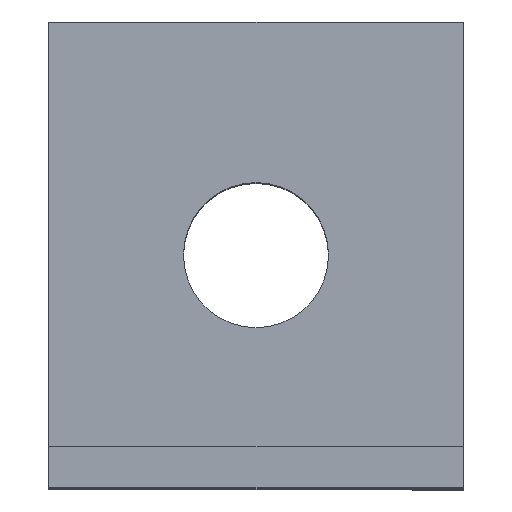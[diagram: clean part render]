
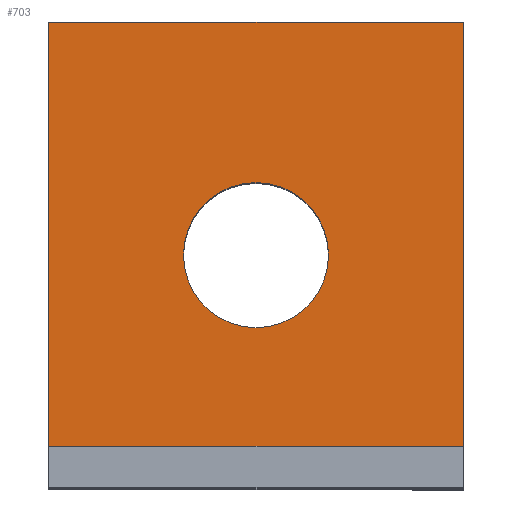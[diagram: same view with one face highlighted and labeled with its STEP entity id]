
A CAD part, top view. The second image highlights one B-rep face of the part: STEP entity #703.
In plain terms, the highlighted planar face has unit normal (0, 0, 1).
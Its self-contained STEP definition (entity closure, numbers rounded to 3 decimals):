
#28=FACE_BOUND('',#96,.T.);
#38=CIRCLE('',#770,7.);
#52=FACE_OUTER_BOUND('',#95,.T.);
#95=EDGE_LOOP('',(#551,#552,#553,#554,#555,#556,#557,#558));
#96=EDGE_LOOP('',(#559));
#171=LINE('',#1093,#260);
#177=LINE('',#1107,#266);
#180=LINE('',#1115,#269);
#184=LINE('',#1122,#273);
#185=LINE('',#1124,#274);
#186=LINE('',#1125,#275);
#187=LINE('',#1127,#276);
#188=LINE('',#1128,#277);
#260=VECTOR('',#879,10.);
#266=VECTOR('',#889,10.);
#269=VECTOR('',#896,10.);
#273=VECTOR('',#902,10.);
#274=VECTOR('',#903,5.76);
#275=VECTOR('',#904,10.);
#276=VECTOR('',#905,10.);
#277=VECTOR('',#906,5.76);
#346=VERTEX_POINT('',#1090);
#347=VERTEX_POINT('',#1092);
#352=VERTEX_POINT('',#1104);
#353=VERTEX_POINT('',#1106);
#356=VERTEX_POINT('',#1114);
#358=VERTEX_POINT('',#1121);
#359=VERTEX_POINT('',#1123);
#360=VERTEX_POINT('',#1126);
#361=VERTEX_POINT('',#1129);
#421=EDGE_CURVE('',#346,#347,#171,.T.);
#428=EDGE_CURVE('',#352,#353,#177,.T.);
#432=EDGE_CURVE('',#356,#353,#180,.T.);
#436=EDGE_CURVE('',#352,#358,#184,.T.);
#437=EDGE_CURVE('',#359,#358,#185,.T.);
#438=EDGE_CURVE('',#359,#347,#186,.T.);
#439=EDGE_CURVE('',#360,#346,#187,.T.);
#440=EDGE_CURVE('',#360,#356,#188,.T.);
#441=EDGE_CURVE('',#361,#361,#38,.T.);
#551=ORIENTED_EDGE('',*,*,#436,.T.);
#552=ORIENTED_EDGE('',*,*,#437,.F.);
#553=ORIENTED_EDGE('',*,*,#438,.T.);
#554=ORIENTED_EDGE('',*,*,#421,.F.);
#555=ORIENTED_EDGE('',*,*,#439,.F.);
#556=ORIENTED_EDGE('',*,*,#440,.T.);
#557=ORIENTED_EDGE('',*,*,#432,.T.);
#558=ORIENTED_EDGE('',*,*,#428,.F.);
#559=ORIENTED_EDGE('',*,*,#441,.T.);
#673=PLANE('',#769);
#703=ADVANCED_FACE('',(#52,#28),#673,.T.);
#769=AXIS2_PLACEMENT_3D('',#1120,#900,#901);
#770=AXIS2_PLACEMENT_3D('',#1130,#907,#908);
#879=DIRECTION('',(1.,0.,0.));
#889=DIRECTION('',(-1.,0.,0.));
#896=DIRECTION('',(0.,-1.,0.));
#900=DIRECTION('center_axis',(0.,0.,
1.));
#901=DIRECTION('ref_axis',(0.,-1.,0.));
#902=DIRECTION('',(0.,1.,0.));
#903=DIRECTION('',(0.,-1.,0.));
#904=DIRECTION('',(0.,1.,0.));
#905=DIRECTION('',(0.,1.,0.));
#906=DIRECTION('',(0.,-1.,0.));
#907=DIRECTION('center_axis',(0.,0.,
-1.));
#908=DIRECTION('ref_axis',(-1.,0.,0.));
#1090=CARTESIAN_POINT('',(-40.,45.,-45.));
#1092=CARTESIAN_POINT('',(0.,45.,-45.));
#1093=CARTESIAN_POINT('',(-20.,45.,-45.));
#1104=CARTESIAN_POINT('',(0.,4.,-45.));
#1106=CARTESIAN_POINT('',(-40.,4.,-45.));
#1107=CARTESIAN_POINT('',(-20.,4.,-45.));
#1114=CARTESIAN_POINT('',(-40.,8.,-45.));
#1115=CARTESIAN_POINT('',(-40.,12.988,-45.));
#1120=CARTESIAN_POINT('Origin',(-20.,21.976,-45.));
#1121=CARTESIAN_POINT('',(0.,8.,-45.));
#1122=CARTESIAN_POINT('',(0.,12.988,-45.));
#1123=CARTESIAN_POINT('',(0.,37.,-45.));
#1124=CARTESIAN_POINT('',(0.,-10.096,-45.));
#1125=CARTESIAN_POINT('',(0.,12.988,-45.));
#1126=CARTESIAN_POINT('',(-40.,37.,-45.));
#1127=CARTESIAN_POINT('',(-40.,12.988,-45.));
#1128=CARTESIAN_POINT('',(-40.,-10.096,-45.));
#1129=CARTESIAN_POINT('',(-13.,22.5,-45.));
#1130=CARTESIAN_POINT('Origin',(-20.,22.5,-45.));
